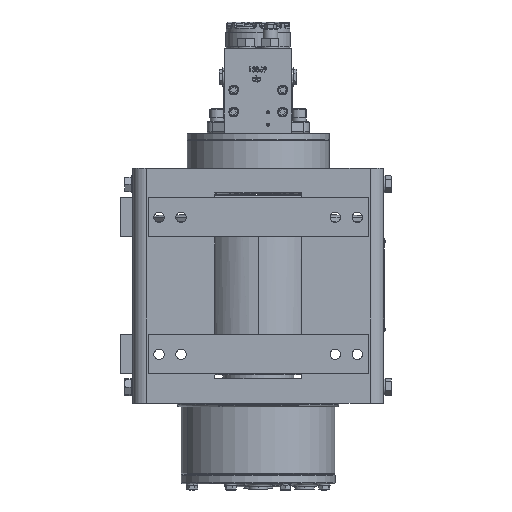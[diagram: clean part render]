
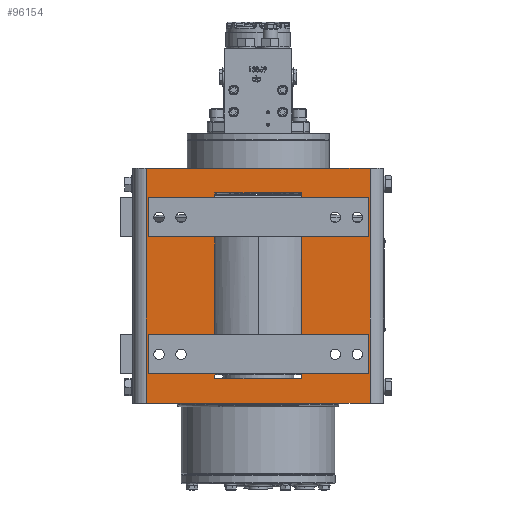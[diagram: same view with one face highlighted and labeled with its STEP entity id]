
A CAD part, front view. The second image highlights one B-rep face of the part: STEP entity #96154.
In plain terms, the highlighted planar face has unit normal (0, -1, 0).
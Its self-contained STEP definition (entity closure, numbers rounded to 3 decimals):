
#94083=DIRECTION('',(-1.,0.,0.));
#94084=VECTOR('',#94083,4.438);
#94085=CARTESIAN_POINT('',(2.219,-6.469,-0.438));
#94086=LINE('',#94085,#94084);
#94099=DIRECTION('',(1.,0.,0.));
#94100=VECTOR('',#94099,3.406);
#94101=CARTESIAN_POINT('',(-5.625,-6.469,-7.688));
#94102=LINE('',#94101,#94100);
#94103=DIRECTION('',(0.,0.,1.));
#94104=VECTOR('',#94103,2.);
#94105=CARTESIAN_POINT('',(-5.625,-6.469,-9.688));
#94106=LINE('',#94105,#94104);
#94107=DIRECTION('',(-1.,0.,0.));
#94108=VECTOR('',#94107,3.406);
#94109=CARTESIAN_POINT('',(-2.219,-6.469,-9.688));
#94110=LINE('',#94109,#94108);
#94111=DIRECTION('',(-1.,0.,0.));
#94112=VECTOR('',#94111,3.406);
#94113=CARTESIAN_POINT('',(5.625,-6.469,-9.688));
#94114=LINE('',#94113,#94112);
#94115=DIRECTION('',(0.,0.,-1.));
#94116=VECTOR('',#94115,2.);
#94117=CARTESIAN_POINT('',(5.625,-6.469,-7.688));
#94118=LINE('',#94117,#94116);
#94119=DIRECTION('',(1.,0.,0.));
#94120=VECTOR('',#94119,3.406);
#94121=CARTESIAN_POINT('',(2.219,-6.469,-7.688));
#94122=LINE('',#94121,#94120);
#94123=DIRECTION('',(-1.,0.,0.));
#94124=VECTOR('',#94123,3.406);
#94125=CARTESIAN_POINT('',(5.625,-6.469,-2.688));
#94126=LINE('',#94125,#94124);
#94127=DIRECTION('',(0.,0.,-1.));
#94128=VECTOR('',#94127,2.);
#94129=CARTESIAN_POINT('',(5.625,-6.469,-0.688));
#94130=LINE('',#94129,#94128);
#94131=DIRECTION('',(1.,0.,0.));
#94132=VECTOR('',#94131,3.406);
#94133=CARTESIAN_POINT('',(2.219,-6.469,-0.688));
#94134=LINE('',#94133,#94132);
#94135=DIRECTION('',(1.,0.,0.));
#94136=VECTOR('',#94135,3.406);
#94137=CARTESIAN_POINT('',(-5.625,-6.469,-0.688));
#94138=LINE('',#94137,#94136);
#94139=DIRECTION('',(0.,0.,1.));
#94140=VECTOR('',#94139,2.);
#94141=CARTESIAN_POINT('',(-5.625,-6.469,-2.688));
#94142=LINE('',#94141,#94140);
#94143=DIRECTION('',(-1.,0.,0.));
#94144=VECTOR('',#94143,3.406);
#94145=CARTESIAN_POINT('',(-2.219,-6.469,-2.688));
#94146=LINE('',#94145,#94144);
#94151=DIRECTION('',(0.,0.,-1.));
#94152=VECTOR('',#94151,12.);
#94153=CARTESIAN_POINT('',(5.719,-6.469,0.813));
#94154=LINE('',#94153,#94152);
#95281=DIRECTION('',(0.,0.,1.));
#95282=VECTOR('',#95281,12.);
#95283=CARTESIAN_POINT('',(-5.719,-6.469,-11.188));
#95284=LINE('',#95283,#95282);
#95327=DIRECTION('',(-1.,0.,0.));
#95328=VECTOR('',#95327,11.438);
#95329=CARTESIAN_POINT('',(5.719,-6.469,-11.188));
#95330=LINE('',#95329,#95328);
#95384=DIRECTION('',(1.,0.,0.));
#95385=VECTOR('',#95384,11.438);
#95386=CARTESIAN_POINT('',(-5.719,-6.469,0.813));
#95387=LINE('',#95386,#95385);
#95401=DIRECTION('',(1.,0.,0.));
#95402=VECTOR('',#95401,4.438);
#95403=CARTESIAN_POINT('',(-2.219,-6.469,-9.938));
#95404=LINE('',#95403,#95402);
#95413=DIRECTION('',(0.,0.,-1.));
#95414=VECTOR('',#95413,0.25);
#95415=CARTESIAN_POINT('',(-2.219,-6.469,-0.438));
#95416=LINE('',#95415,#95414);
#95421=DIRECTION('',(0.,0.,-1.));
#95422=VECTOR('',#95421,0.25);
#95423=CARTESIAN_POINT('',(-2.219,-6.469,-9.688));
#95424=LINE('',#95423,#95422);
#95429=DIRECTION('',(0.,0.,-1.));
#95430=VECTOR('',#95429,5.);
#95431=CARTESIAN_POINT('',(-2.219,-6.469,-2.688));
#95432=LINE('',#95431,#95430);
#95549=DIRECTION('',(0.,0.,1.));
#95550=VECTOR('',#95549,0.25);
#95551=CARTESIAN_POINT('',(2.219,-6.469,-9.938));
#95552=LINE('',#95551,#95550);
#95561=DIRECTION('',(0.,0.,1.));
#95562=VECTOR('',#95561,0.25);
#95563=CARTESIAN_POINT('',(2.219,-6.469,-0.688));
#95564=LINE('',#95563,#95562);
#95569=DIRECTION('',(0.,0.,1.));
#95570=VECTOR('',#95569,5.);
#95571=CARTESIAN_POINT('',(2.219,-6.469,-7.688));
#95572=LINE('',#95571,#95570);
#95755=CARTESIAN_POINT('',(2.219,-6.469,-0.438));
#95756=CARTESIAN_POINT('',(-2.219,-6.469,-0.438));
#95757=VERTEX_POINT('',#95755);
#95758=VERTEX_POINT('',#95756);
#95759=CARTESIAN_POINT('',(2.219,-6.469,-9.938));
#95760=CARTESIAN_POINT('',(2.219,-6.469,-9.688));
#95761=VERTEX_POINT('',#95759);
#95762=VERTEX_POINT('',#95760);
#95767=CARTESIAN_POINT('',(-2.219,-6.469,-9.938));
#95768=VERTEX_POINT('',#95767);
#95769=CARTESIAN_POINT('',(2.219,-6.469,-7.688));
#95770=VERTEX_POINT('',#95769);
#95773=CARTESIAN_POINT('',(2.219,-6.469,-0.688));
#95774=VERTEX_POINT('',#95773);
#95775=CARTESIAN_POINT('',(-2.219,-6.469,-0.688));
#95776=VERTEX_POINT('',#95775);
#95779=CARTESIAN_POINT('',(2.219,-6.469,-2.688));
#95780=VERTEX_POINT('',#95779);
#95781=CARTESIAN_POINT('',(5.625,-6.469,-9.688));
#95782=VERTEX_POINT('',#95781);
#95783=CARTESIAN_POINT('',(5.625,-6.469,-0.688));
#95784=VERTEX_POINT('',#95783);
#95785=CARTESIAN_POINT('',(-5.625,-6.469,-0.688));
#95786=VERTEX_POINT('',#95785);
#95787=CARTESIAN_POINT('',(-2.219,-6.469,-2.688));
#95788=CARTESIAN_POINT('',(-2.219,-6.469,-7.688));
#95789=VERTEX_POINT('',#95787);
#95790=VERTEX_POINT('',#95788);
#95795=CARTESIAN_POINT('',(-2.219,-6.469,-9.688));
#95796=VERTEX_POINT('',#95795);
#95797=CARTESIAN_POINT('',(5.625,-6.469,-7.688));
#95798=VERTEX_POINT('',#95797);
#95799=CARTESIAN_POINT('',(5.625,-6.469,-2.688));
#95800=VERTEX_POINT('',#95799);
#95801=CARTESIAN_POINT('',(-5.625,-6.469,-2.688));
#95802=VERTEX_POINT('',#95801);
#95803=CARTESIAN_POINT('',(-5.625,-6.469,-7.688));
#95804=VERTEX_POINT('',#95803);
#95809=CARTESIAN_POINT('',(-5.625,-6.469,-9.688));
#95810=VERTEX_POINT('',#95809);
#95817=CARTESIAN_POINT('',(5.719,-6.469,0.813));
#95818=CARTESIAN_POINT('',(5.719,-6.469,-11.188));
#95819=VERTEX_POINT('',#95817);
#95820=VERTEX_POINT('',#95818);
#95841=CARTESIAN_POINT('',(-5.719,-6.469,-11.188));
#95842=CARTESIAN_POINT('',(-5.719,-6.469,0.813));
#95843=VERTEX_POINT('',#95841);
#95844=VERTEX_POINT('',#95842);
#96098=CARTESIAN_POINT('',(-5.719,-6.469,0.813));
#96099=DIRECTION('',(0.,1.,0.));
#96100=DIRECTION('',(-1.,0.,0.));
#96101=AXIS2_PLACEMENT_3D('',#96098,#96099,#96100);
#96102=PLANE('',#96101);
#96104=ORIENTED_EDGE('',*,*,#96103,.T.);
#96106=ORIENTED_EDGE('',*,*,#96105,.T.);
#96108=ORIENTED_EDGE('',*,*,#96107,.T.);
#96110=ORIENTED_EDGE('',*,*,#96109,.T.);
#96111=EDGE_LOOP('',(#96104,#96106,#96108,#96110));
#96112=FACE_OUTER_BOUND('',#96111,.F.);
#96114=ORIENTED_EDGE('',*,*,#96113,.T.);
#96116=ORIENTED_EDGE('',*,*,#96115,.F.);
#96118=ORIENTED_EDGE('',*,*,#96117,.F.);
#96120=ORIENTED_EDGE('',*,*,#96119,.F.);
#96122=ORIENTED_EDGE('',*,*,#96121,.T.);
#96124=ORIENTED_EDGE('',*,*,#96123,.T.);
#96126=ORIENTED_EDGE('',*,*,#96125,.T.);
#96128=ORIENTED_EDGE('',*,*,#96127,.F.);
#96130=ORIENTED_EDGE('',*,*,#96129,.F.);
#96132=ORIENTED_EDGE('',*,*,#96131,.F.);
#96134=ORIENTED_EDGE('',*,*,#96133,.T.);
#96136=ORIENTED_EDGE('',*,*,#96135,.F.);
#96138=ORIENTED_EDGE('',*,*,#96137,.F.);
#96140=ORIENTED_EDGE('',*,*,#96139,.F.);
#96142=ORIENTED_EDGE('',*,*,#96141,.T.);
#96143=ORIENTED_EDGE('',*,*,#96080,.T.);
#96145=ORIENTED_EDGE('',*,*,#96144,.T.);
#96147=ORIENTED_EDGE('',*,*,#96146,.F.);
#96149=ORIENTED_EDGE('',*,*,#96148,.F.);
#96151=ORIENTED_EDGE('',*,*,#96150,.F.);
#96152=EDGE_LOOP('',(#96114,#96116,#96118,#96120,#96122,#96124,#96126,#96128,
#96130,#96132,#96134,#96136,#96138,#96140,#96142,#96143,#96145,#96147,#96149,
#96151));
#96153=FACE_BOUND('',#96152,.F.);
#96080=EDGE_CURVE('',#95757,#95758,#94086,.T.);
#96103=EDGE_CURVE('',#95819,#95820,#94154,.T.);
#96105=EDGE_CURVE('',#95820,#95843,#95330,.T.);
#96107=EDGE_CURVE('',#95843,#95844,#95284,.T.);
#96109=EDGE_CURVE('',#95844,#95819,#95387,.T.);
#96113=EDGE_CURVE('',#95789,#95790,#95432,.T.);
#96115=EDGE_CURVE('',#95804,#95790,#94102,.T.);
#96117=EDGE_CURVE('',#95810,#95804,#94106,.T.);
#96119=EDGE_CURVE('',#95796,#95810,#94110,.T.);
#96121=EDGE_CURVE('',#95796,#95768,#95424,.T.);
#96123=EDGE_CURVE('',#95768,#95761,#95404,.T.);
#96125=EDGE_CURVE('',#95761,#95762,#95552,.T.);
#96127=EDGE_CURVE('',#95782,#95762,#94114,.T.);
#96129=EDGE_CURVE('',#95798,#95782,#94118,.T.);
#96131=EDGE_CURVE('',#95770,#95798,#94122,.T.);
#96133=EDGE_CURVE('',#95770,#95780,#95572,.T.);
#96135=EDGE_CURVE('',#95800,#95780,#94126,.T.);
#96137=EDGE_CURVE('',#95784,#95800,#94130,.T.);
#96139=EDGE_CURVE('',#95774,#95784,#94134,.T.);
#96141=EDGE_CURVE('',#95774,#95757,#95564,.T.);
#96144=EDGE_CURVE('',#95758,#95776,#95416,.T.);
#96146=EDGE_CURVE('',#95786,#95776,#94138,.T.);
#96148=EDGE_CURVE('',#95802,#95786,#94142,.T.);
#96150=EDGE_CURVE('',#95789,#95802,#94146,.T.);
#96154=ADVANCED_FACE('',(#96112,#96153),#96102,.F.);
